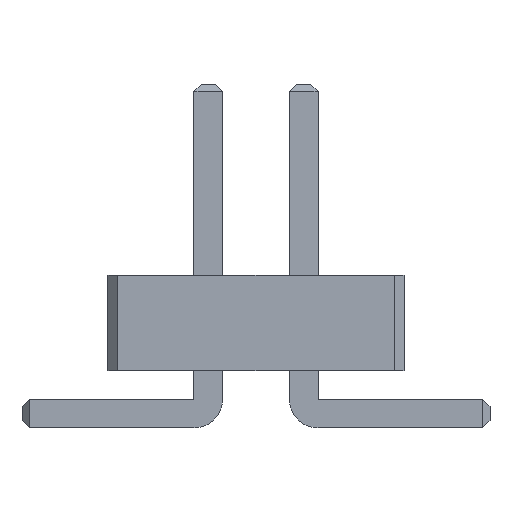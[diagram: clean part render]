
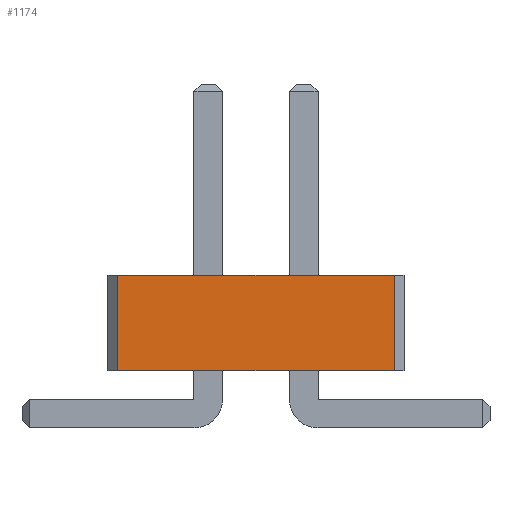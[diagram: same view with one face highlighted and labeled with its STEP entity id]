
A CAD part, front view. The second image highlights one B-rep face of the part: STEP entity #1174.
In plain terms, the highlighted planar face has unit normal (0, -1, 0).
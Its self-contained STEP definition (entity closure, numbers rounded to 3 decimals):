
#13=DIRECTION('',(0.,0.,1.));
#27=VECTOR('',#13,1.);
#67=DIRECTION('',(1.,0.,0.));
#1161=VERTEX_POINT('',#1162);
#1162=CARTESIAN_POINT('',(-1.45,-10.,1.6));
#1165=EDGE_CURVE('',#1166,#1161,#1168,.T.);
#1166=VERTEX_POINT('',#1167);
#1167=CARTESIAN_POINT('',(-1.45,-10.,0.6));
#1168=LINE('',#1167,#27);
#1174=ADVANCED_FACE('',(#1175),#1192,.F.);
#1175=FACE_BOUND('',#1176,.F.);
#1176=EDGE_LOOP('',(#1177,#1178,#1184,#1189));
#1177=ORIENTED_EDGE('',*,*,#1165,.T.);
#1178=ORIENTED_EDGE('',*,*,#1179,.T.);
#1179=EDGE_CURVE('',#1161,#1180,#1182,.T.);
#1180=VERTEX_POINT('',#1181);
#1181=CARTESIAN_POINT('',(1.45,-10.,1.6));
#1182=LINE('',#1162,#1183);
#1183=VECTOR('',#67,1.);
#1184=ORIENTED_EDGE('',*,*,#1185,.F.);
#1185=EDGE_CURVE('',#1186,#1180,#1188,.T.);
#1186=VERTEX_POINT('',#1187);
#1187=CARTESIAN_POINT('',(1.45,-10.,0.6));
#1188=LINE('',#1187,#27);
#1189=ORIENTED_EDGE('',*,*,#1190,.F.);
#1190=EDGE_CURVE('',#1166,#1186,#1191,.T.);
#1191=LINE('',#1167,#1183);
#1192=PLANE('',#1193);
#1193=AXIS2_PLACEMENT_3D('',#1167,#1194,#67);
#1194=DIRECTION('',(0.,1.,0.));
